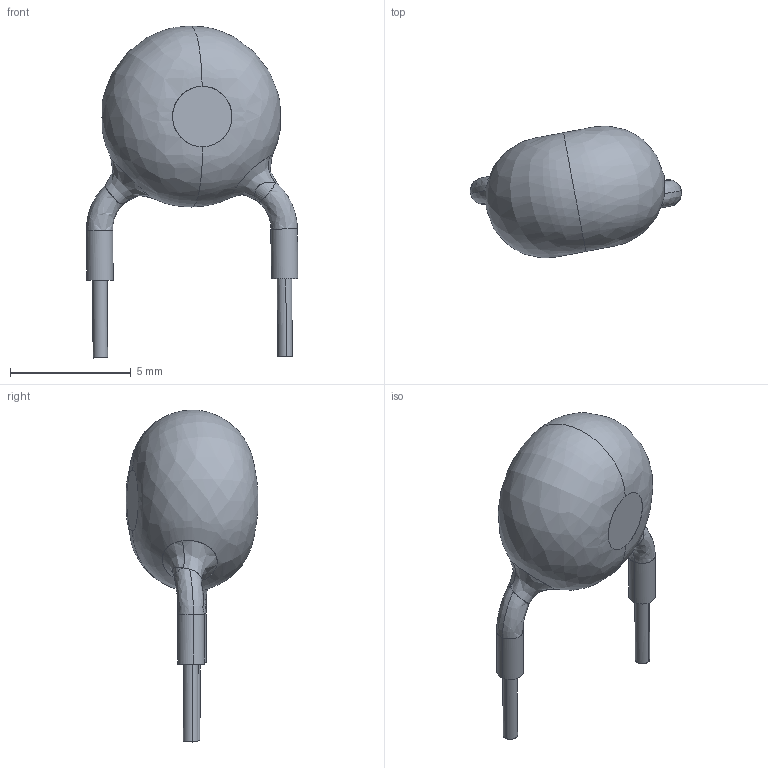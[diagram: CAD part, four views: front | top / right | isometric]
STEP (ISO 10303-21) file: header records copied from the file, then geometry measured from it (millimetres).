
FILE_DESCRIPTION(/* description */ (''),/* implementation_level */ '2;1');
FILE_NAME(/* name */ 'THE491~1',/* time_stamp */ '2017-04-05T13:16:17+03:00',/* author */ (''),/* organization */ (''),/* preprocessor_version */ 'ST-DEVELOPER v15',/* originating_system */ '',/* authorisation */ '');
FILE_SCHEMA (('AUTOMOTIVE_DESIGN'));
Length unit declared in the file: centimetre
Products named in the file (1): Document
Bounding box: 8.76 x 5.46 x 13.75 mm (x, y, z)
Surface area: 193.3 mm2 (no closed solid volume)
Topology: 0 solids, 19 shells, 26 faces, 92 edges, 78 vertices
Faces by surface type: bspline 20, plane 6
Entity records: 1797 total; most frequent: CARTESIAN_POINT 1145, ORIENTED_EDGE 106, EDGE_CURVE 92, VERTEX_POINT 78, B_SPLINE_CURVE_WITH_KNOTS 36, EDGE_LOOP 30, ADVANCED_FACE 26, FACE_OUTER_BOUND 26
